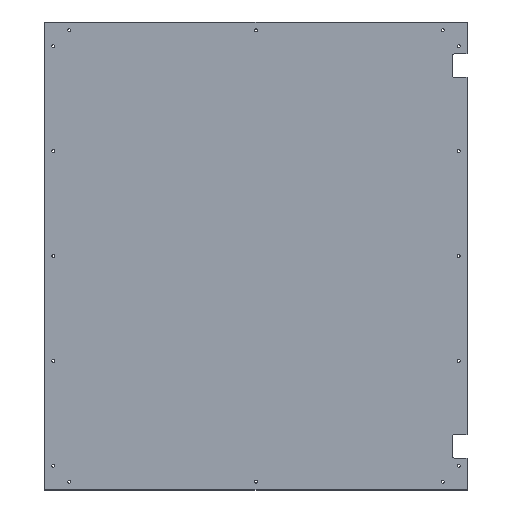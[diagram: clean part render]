
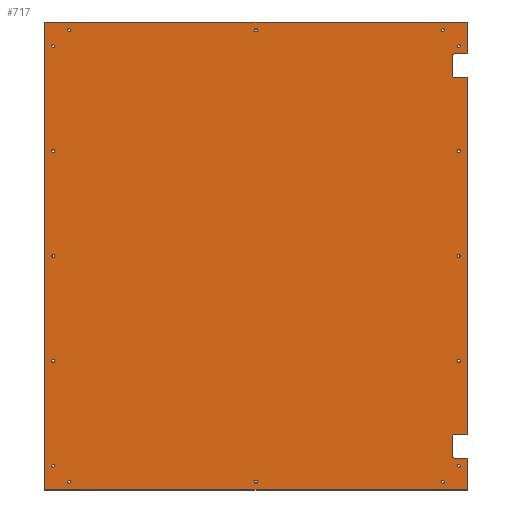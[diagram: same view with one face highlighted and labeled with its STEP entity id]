
A CAD part, top view. The second image highlights one B-rep face of the part: STEP entity #717.
In plain terms, the highlighted planar face has unit normal (0, 0, 1).
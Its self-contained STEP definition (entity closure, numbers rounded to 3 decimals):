
#15=FACE_BOUND('',#128,.T.);
#16=FACE_BOUND('',#129,.T.);
#17=FACE_BOUND('',#130,.T.);
#18=FACE_BOUND('',#131,.T.);
#19=FACE_BOUND('',#132,.T.);
#20=FACE_BOUND('',#133,.T.);
#21=FACE_BOUND('',#134,.T.);
#22=FACE_BOUND('',#135,.T.);
#23=FACE_BOUND('',#136,.T.);
#24=FACE_BOUND('',#137,.T.);
#25=FACE_BOUND('',#138,.T.);
#26=FACE_BOUND('',#139,.T.);
#27=FACE_BOUND('',#140,.T.);
#28=FACE_BOUND('',#141,.T.);
#29=FACE_BOUND('',#142,.T.);
#30=FACE_BOUND('',#143,.T.);
#59=PLANE('',#805);
#93=FACE_OUTER_BOUND('',#127,.T.);
#127=EDGE_LOOP('',(#601,#602,#603,#604,#605,#606,#607,#608,#609,#610,#611,
#612,#613,#614,#615,#616));
#128=EDGE_LOOP('',(#617));
#129=EDGE_LOOP('',(#618));
#130=EDGE_LOOP('',(#619));
#131=EDGE_LOOP('',(#620));
#132=EDGE_LOOP('',(#621));
#133=EDGE_LOOP('',(#622));
#134=EDGE_LOOP('',(#623));
#135=EDGE_LOOP('',(#624));
#136=EDGE_LOOP('',(#625));
#137=EDGE_LOOP('',(#626));
#138=EDGE_LOOP('',(#627));
#139=EDGE_LOOP('',(#628));
#140=EDGE_LOOP('',(#629));
#141=EDGE_LOOP('',(#630));
#142=EDGE_LOOP('',(#631));
#143=EDGE_LOOP('',(#632));
#163=LINE('',#1025,#219);
#169=LINE('',#1040,#225);
#172=LINE('',#1052,#228);
#178=LINE('',#1067,#234);
#195=LINE('',#1166,#251);
#200=LINE('',#1175,#256);
#201=LINE('',#1178,#257);
#204=LINE('',#1184,#260);
#207=LINE('',#1190,#263);
#210=LINE('',#1196,#266);
#213=LINE('',#1201,#269);
#216=LINE('',#1205,#272);
#219=VECTOR('',#819,10.);
#225=VECTOR('',#833,10.);
#228=VECTOR('',#844,10.);
#234=VECTOR('',#858,10.);
#251=VECTOR('',#973,10.);
#256=VECTOR('',#980,10.);
#257=VECTOR('',#983,10.);
#260=VECTOR('',#988,10.);
#263=VECTOR('',#993,10.);
#266=VECTOR('',#998,10.);
#269=VECTOR('',#1003,10.);
#272=VECTOR('',#1008,10.);
#273=CIRCLE('',#734,3.);
#275=CIRCLE('',#738,3.);
#277=CIRCLE('',#742,3.);
#279=CIRCLE('',#746,3.);
#281=CIRCLE('',#750,2.75);
#283=CIRCLE('',#753,2.75);
#285=CIRCLE('',#756,2.75);
#287=CIRCLE('',#759,2.75);
#289=CIRCLE('',#762,2.75);
#291=CIRCLE('',#765,2.75);
#293=CIRCLE('',#768,2.75);
#295=CIRCLE('',#771,2.75);
#297=CIRCLE('',#774,2.75);
#299=CIRCLE('',#777,2.75);
#301=CIRCLE('',#780,2.75);
#303=CIRCLE('',#783,2.75);
#305=CIRCLE('',#786,2.75);
#307=CIRCLE('',#789,2.75);
#309=CIRCLE('',#792,2.75);
#311=CIRCLE('',#795,2.75);
#313=VERTEX_POINT('',#1015);
#314=VERTEX_POINT('',#1016);
#317=VERTEX_POINT('',#1024);
#319=VERTEX_POINT('',#1030);
#320=VERTEX_POINT('',#1031);
#323=VERTEX_POINT('',#1042);
#324=VERTEX_POINT('',#1043);
#327=VERTEX_POINT('',#1051);
#329=VERTEX_POINT('',#1057);
#330=VERTEX_POINT('',#1058);
#333=VERTEX_POINT('',#1069);
#335=VERTEX_POINT('',#1075);
#337=VERTEX_POINT('',#1081);
#339=VERTEX_POINT('',#1087);
#341=VERTEX_POINT('',#1093);
#343=VERTEX_POINT('',#1099);
#345=VERTEX_POINT('',#1105);
#347=VERTEX_POINT('',#1111);
#349=VERTEX_POINT('',#1117);
#351=VERTEX_POINT('',#1123);
#353=VERTEX_POINT('',#1129);
#355=VERTEX_POINT('',#1135);
#357=VERTEX_POINT('',#1141);
#359=VERTEX_POINT('',#1147);
#361=VERTEX_POINT('',#1153);
#363=VERTEX_POINT('',#1159);
#365=VERTEX_POINT('',#1165);
#368=VERTEX_POINT('',#1173);
#369=VERTEX_POINT('',#1177);
#371=VERTEX_POINT('',#1183);
#373=VERTEX_POINT('',#1189);
#375=VERTEX_POINT('',#1195);
#377=EDGE_CURVE('',#313,#314,#273,.T.);
#381=EDGE_CURVE('',#314,#317,#163,.T.);
#384=EDGE_CURVE('',#319,#320,#275,.T.);
#389=EDGE_CURVE('',#313,#320,#169,.T.);
#390=EDGE_CURVE('',#323,#324,#277,.T.);
#394=EDGE_CURVE('',#324,#327,#172,.T.);
#397=EDGE_CURVE('',#329,#330,#279,.T.);
#402=EDGE_CURVE('',#330,#323,#178,.T.);
#403=EDGE_CURVE('',#333,#333,#281,.T.);
#406=EDGE_CURVE('',#335,#335,#283,.T.);
#409=EDGE_CURVE('',#337,#337,#285,.T.);
#412=EDGE_CURVE('',#339,#339,#287,.T.);
#415=EDGE_CURVE('',#341,#341,#289,.T.);
#418=EDGE_CURVE('',#343,#343,#291,.T.);
#421=EDGE_CURVE('',#345,#345,#293,.T.);
#424=EDGE_CURVE('',#347,#347,#295,.T.);
#427=EDGE_CURVE('',#349,#349,#297,.T.);
#430=EDGE_CURVE('',#351,#351,#299,.T.);
#433=EDGE_CURVE('',#353,#353,#301,.T.);
#436=EDGE_CURVE('',#355,#355,#303,.T.);
#439=EDGE_CURVE('',#357,#357,#305,.T.);
#442=EDGE_CURVE('',#359,#359,#307,.T.);
#445=EDGE_CURVE('',#361,#361,#309,.T.);
#448=EDGE_CURVE('',#363,#363,#311,.T.);
#451=EDGE_CURVE('',#365,#327,#195,.T.);
#456=EDGE_CURVE('',#329,#368,#200,.T.);
#457=EDGE_CURVE('',#368,#369,#201,.T.);
#460=EDGE_CURVE('',#371,#369,#204,.T.);
#463=EDGE_CURVE('',#373,#371,#207,.T.);
#466=EDGE_CURVE('',#373,#375,#210,.T.);
#469=EDGE_CURVE('',#375,#317,#213,.T.);
#472=EDGE_CURVE('',#319,#365,#216,.T.);
#601=ORIENTED_EDGE('',*,*,#472,.T.);
#602=ORIENTED_EDGE('',*,*,#451,.T.);
#603=ORIENTED_EDGE('',*,*,#394,.F.);
#604=ORIENTED_EDGE('',*,*,#390,.F.);
#605=ORIENTED_EDGE('',*,*,#402,.F.);
#606=ORIENTED_EDGE('',*,*,#397,.F.);
#607=ORIENTED_EDGE('',*,*,#456,.T.);
#608=ORIENTED_EDGE('',*,*,#457,.T.);
#609=ORIENTED_EDGE('',*,*,#460,.F.);
#610=ORIENTED_EDGE('',*,*,#463,.F.);
#611=ORIENTED_EDGE('',*,*,#466,.T.);
#612=ORIENTED_EDGE('',*,*,#469,.T.);
#613=ORIENTED_EDGE('',*,*,#381,.F.);
#614=ORIENTED_EDGE('',*,*,#377,.F.);
#615=ORIENTED_EDGE('',*,*,#389,.T.);
#616=ORIENTED_EDGE('',*,*,#384,.F.);
#617=ORIENTED_EDGE('',*,*,#403,.T.);
#618=ORIENTED_EDGE('',*,*,#406,.T.);
#619=ORIENTED_EDGE('',*,*,#409,.T.);
#620=ORIENTED_EDGE('',*,*,#412,.T.);
#621=ORIENTED_EDGE('',*,*,#415,.T.);
#622=ORIENTED_EDGE('',*,*,#418,.T.);
#623=ORIENTED_EDGE('',*,*,#421,.T.);
#624=ORIENTED_EDGE('',*,*,#424,.T.);
#625=ORIENTED_EDGE('',*,*,#427,.T.);
#626=ORIENTED_EDGE('',*,*,#430,.T.);
#627=ORIENTED_EDGE('',*,*,#433,.T.);
#628=ORIENTED_EDGE('',*,*,#436,.T.);
#629=ORIENTED_EDGE('',*,*,#439,.T.);
#630=ORIENTED_EDGE('',*,*,#442,.T.);
#631=ORIENTED_EDGE('',*,*,#445,.T.);
#632=ORIENTED_EDGE('',*,*,#448,.T.);
#717=ADVANCED_FACE('',(#93,#15,#16,#17,#18,#19,#20,#21,#22,#23,#24,#25,
#26,#27,#28,#29,#30),#59,.T.);
#734=AXIS2_PLACEMENT_3D('',#1017,#811,#812);
#738=AXIS2_PLACEMENT_3D('',#1032,#824,#825);
#742=AXIS2_PLACEMENT_3D('',#1044,#836,#837);
#746=AXIS2_PLACEMENT_3D('',#1059,#849,#850);
#750=AXIS2_PLACEMENT_3D('',#1070,#861,#862);
#753=AXIS2_PLACEMENT_3D('',#1076,#868,#869);
#756=AXIS2_PLACEMENT_3D('',#1082,#875,#876);
#759=AXIS2_PLACEMENT_3D('',#1088,#882,#883);
#762=AXIS2_PLACEMENT_3D('',#1094,#889,#890);
#765=AXIS2_PLACEMENT_3D('',#1100,#896,#897);
#768=AXIS2_PLACEMENT_3D('',#1106,#903,#904);
#771=AXIS2_PLACEMENT_3D('',#1112,#910,#911);
#774=AXIS2_PLACEMENT_3D('',#1118,#917,#918);
#777=AXIS2_PLACEMENT_3D('',#1124,#924,#925);
#780=AXIS2_PLACEMENT_3D('',#1130,#931,#932);
#783=AXIS2_PLACEMENT_3D('',#1136,#938,#939);
#786=AXIS2_PLACEMENT_3D('',#1142,#945,#946);
#789=AXIS2_PLACEMENT_3D('',#1148,#952,#953);
#792=AXIS2_PLACEMENT_3D('',#1154,#959,#960);
#795=AXIS2_PLACEMENT_3D('',#1160,#966,#967);
#805=AXIS2_PLACEMENT_3D('',#1206,#1009,#1010);
#811=DIRECTION('center_axis',(0.,0.,1.));
#812=DIRECTION('ref_axis',(-0.707,-0.707,0.));
#819=DIRECTION('',(1.,0.,0.));
#824=DIRECTION('center_axis',(0.,0.,1.));
#825=DIRECTION('ref_axis',(-0.707,0.707,0.));
#833=DIRECTION('',(0.,1.,0.));
#836=DIRECTION('center_axis',(0.,0.,1.));
#837=DIRECTION('ref_axis',(-0.707,-0.707,0.));
#844=DIRECTION('',(1.,0.,0.));
#849=DIRECTION('center_axis',(0.,0.,1.));
#850=DIRECTION('ref_axis',(-0.707,0.707,0.));
#858=DIRECTION('',(0.,-1.,0.));
#861=DIRECTION('center_axis',(0.,0.,-1.));
#862=DIRECTION('ref_axis',(1.,0.,0.));
#868=DIRECTION('center_axis',(0.,0.,-1.));
#869=DIRECTION('ref_axis',(1.,0.,0.));
#875=DIRECTION('center_axis',(0.,0.,-1.));
#876=DIRECTION('ref_axis',(1.,0.,0.));
#882=DIRECTION('center_axis',(0.,0.,-1.));
#883=DIRECTION('ref_axis',(1.,0.,0.));
#889=DIRECTION('center_axis',(0.,0.,-1.));
#890=DIRECTION('ref_axis',(1.,0.,0.));
#896=DIRECTION('center_axis',(0.,0.,-1.));
#897=DIRECTION('ref_axis',(1.,0.,0.));
#903=DIRECTION('center_axis',(0.,0.,-1.));
#904=DIRECTION('ref_axis',(1.,0.,0.));
#910=DIRECTION('center_axis',(0.,0.,-1.));
#911=DIRECTION('ref_axis',(1.,0.,0.));
#917=DIRECTION('center_axis',(0.,0.,-1.));
#918=DIRECTION('ref_axis',(1.,0.,0.));
#924=DIRECTION('center_axis',(0.,0.,-1.));
#925=DIRECTION('ref_axis',(1.,0.,0.));
#931=DIRECTION('center_axis',(0.,0.,-1.));
#932=DIRECTION('ref_axis',(1.,0.,0.));
#938=DIRECTION('center_axis',(0.,0.,-1.));
#939=DIRECTION('ref_axis',(1.,0.,0.));
#945=DIRECTION('center_axis',(0.,0.,-1.));
#946=DIRECTION('ref_axis',(1.,0.,0.));
#952=DIRECTION('center_axis',(0.,0.,-1.));
#953=DIRECTION('ref_axis',(1.,0.,0.));
#959=DIRECTION('center_axis',(0.,0.,-1.));
#960=DIRECTION('ref_axis',(1.,0.,0.));
#966=DIRECTION('center_axis',(0.,0.,-1.));
#967=DIRECTION('ref_axis',(1.,0.,0.));
#973=DIRECTION('',(0.,1.,0.));
#980=DIRECTION('',(1.,0.,0.));
#983=DIRECTION('',(0.,1.,0.));
#988=DIRECTION('',(1.,0.,0.));
#993=DIRECTION('',(0.,1.,0.));
#998=DIRECTION('',(1.,0.,0.));
#1003=DIRECTION('',(0.,1.,0.));
#1008=DIRECTION('',(1.,0.,0.));
#1009=DIRECTION('center_axis',(0.,0.,1.));
#1010=DIRECTION('ref_axis',(1.,0.,0.));
#1015=CARTESIAN_POINT('',(359.5,61.5,0.));
#1016=CARTESIAN_POINT('',(362.5,58.5,0.));
#1017=CARTESIAN_POINT('Origin',(362.5,61.5,0.));
#1024=CARTESIAN_POINT('',(386.,58.5,0.));
#1025=CARTESIAN_POINT('',(359.5,58.5,0.));
#1030=CARTESIAN_POINT('',(362.5,101.5,0.));
#1031=CARTESIAN_POINT('',(359.5,98.5,0.));
#1032=CARTESIAN_POINT('Origin',(362.5,98.5,0.));
#1040=CARTESIAN_POINT('',(359.5,58.5,0.));
#1042=CARTESIAN_POINT('',(359.5,757.5,0.));
#1043=CARTESIAN_POINT('',(362.5,754.5,0.));
#1044=CARTESIAN_POINT('Origin',(362.5,757.5,0.));
#1051=CARTESIAN_POINT('',(386.,754.5,0.));
#1052=CARTESIAN_POINT('',(359.5,754.5,0.));
#1057=CARTESIAN_POINT('',(362.5,797.5,0.));
#1058=CARTESIAN_POINT('',(359.5,794.5,0.));
#1059=CARTESIAN_POINT('Origin',(362.5,794.5,0.));
#1067=CARTESIAN_POINT('',(359.5,797.5,0.));
#1069=CARTESIAN_POINT('',(-373.75,428.,0.));
#1070=CARTESIAN_POINT('Origin',(-371.,428.,0.));
#1075=CARTESIAN_POINT('',(-373.75,44.25,0.));
#1076=CARTESIAN_POINT('Origin',(-371.,44.25,0.));
#1081=CARTESIAN_POINT('',(-2.75,15.,0.));
#1082=CARTESIAN_POINT('Origin',(0.,15.,0.));
#1087=CARTESIAN_POINT('',(368.25,44.25,0.));
#1088=CARTESIAN_POINT('Origin',(371.,44.25,0.));
#1093=CARTESIAN_POINT('',(368.25,428.,0.));
#1094=CARTESIAN_POINT('Origin',(371.,428.,0.));
#1099=CARTESIAN_POINT('',(368.25,811.75,0.));
#1100=CARTESIAN_POINT('Origin',(371.,811.75,0.));
#1105=CARTESIAN_POINT('',(-2.75,841.,0.));
#1106=CARTESIAN_POINT('Origin',(0.,841.,0.));
#1111=CARTESIAN_POINT('',(-373.75,811.75,0.));
#1112=CARTESIAN_POINT('Origin',(-371.,811.75,0.));
#1117=CARTESIAN_POINT('',(-344.5,841.,0.));
#1118=CARTESIAN_POINT('Origin',(-341.75,841.,0.));
#1123=CARTESIAN_POINT('',(339.,841.,0.));
#1124=CARTESIAN_POINT('Origin',(341.75,841.,0.));
#1129=CARTESIAN_POINT('',(368.25,619.875,0.));
#1130=CARTESIAN_POINT('Origin',(371.,619.875,0.));
#1135=CARTESIAN_POINT('',(368.25,236.125,0.));
#1136=CARTESIAN_POINT('Origin',(371.,236.125,0.));
#1141=CARTESIAN_POINT('',(339.,15.,0.));
#1142=CARTESIAN_POINT('Origin',(341.75,15.,0.));
#1147=CARTESIAN_POINT('',(-344.5,15.,0.));
#1148=CARTESIAN_POINT('Origin',(-341.75,15.,0.));
#1153=CARTESIAN_POINT('',(-373.75,236.125,0.));
#1154=CARTESIAN_POINT('Origin',(-371.,236.125,0.));
#1159=CARTESIAN_POINT('',(-373.75,619.875,0.));
#1160=CARTESIAN_POINT('Origin',(-371.,619.875,0.));
#1165=CARTESIAN_POINT('',(386.,101.5,0.));
#1166=CARTESIAN_POINT('',(386.,0.,0.));
#1173=CARTESIAN_POINT('',(386.,797.5,0.));
#1175=CARTESIAN_POINT('',(359.5,797.5,0.));
#1177=CARTESIAN_POINT('',(386.,856.,0.));
#1178=CARTESIAN_POINT('',(386.,0.,0.));
#1183=CARTESIAN_POINT('',(-386.,856.,0.));
#1184=CARTESIAN_POINT('',(-386.,856.,0.));
#1189=CARTESIAN_POINT('',(-386.,0.,0.));
#1190=CARTESIAN_POINT('',(-386.,0.,0.));
#1195=CARTESIAN_POINT('',(386.,0.,0.));
#1196=CARTESIAN_POINT('',(-386.,0.,0.));
#1201=CARTESIAN_POINT('',(386.,0.,0.));
#1205=CARTESIAN_POINT('',(359.5,101.5,0.));
#1206=CARTESIAN_POINT('Origin',(0.,428.,0.));
